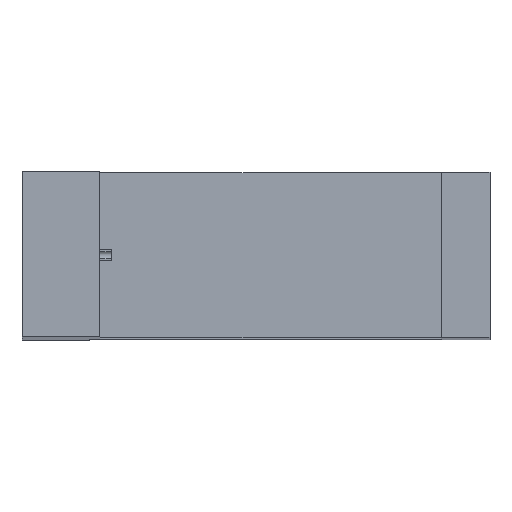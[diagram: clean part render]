
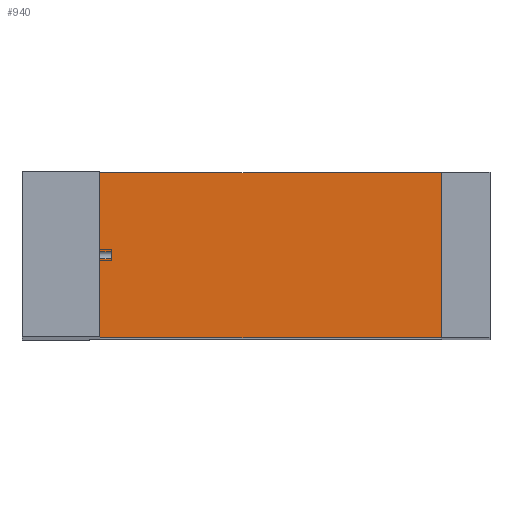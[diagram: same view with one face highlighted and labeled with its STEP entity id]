
A CAD part, top view. The second image highlights one B-rep face of the part: STEP entity #940.
In plain terms, the highlighted planar face has unit normal (0, 0, 1).
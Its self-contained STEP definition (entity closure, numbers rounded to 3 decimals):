
#194 = VERTEX_POINT('',#195);
#195 = CARTESIAN_POINT('',(8.,0.,141.));
#201 = EDGE_CURVE('',#194,#202,#204,.T.);
#202 = VERTEX_POINT('',#203);
#203 = CARTESIAN_POINT('',(43.2,0.,141.));
#204 = LINE('',#205,#206);
#205 = CARTESIAN_POINT('',(8.,0.,141.));
#206 = VECTOR('',#207,1.);
#207 = DIRECTION('',(1.,0.,0.));
#573 = VERTEX_POINT('',#574);
#574 = CARTESIAN_POINT('',(8.,-17.,141.));
#580 = EDGE_CURVE('',#573,#581,#583,.T.);
#581 = VERTEX_POINT('',#582);
#582 = CARTESIAN_POINT('',(43.2,-17.,141.));
#583 = LINE('',#584,#585);
#584 = CARTESIAN_POINT('',(8.,-17.,141.));
#585 = VECTOR('',#586,1.);
#586 = DIRECTION('',(1.,0.,0.));
#916 = EDGE_CURVE('',#202,#581,#917,.T.);
#917 = LINE('',#918,#919);
#918 = CARTESIAN_POINT('',(43.2,0.,141.));
#919 = VECTOR('',#920,1.);
#920 = DIRECTION('',(0.,-1.,0.));
#940 = ADVANCED_FACE('',(#941),#984,.T.);
#941 = FACE_BOUND('',#942,.T.);
#942 = EDGE_LOOP('',(#943,#944,#952,#960,#968,#976,#982,#983));
#943 = ORIENTED_EDGE('',*,*,#201,.F.);
#944 = ORIENTED_EDGE('',*,*,#945,.T.);
#945 = EDGE_CURVE('',#194,#946,#948,.T.);
#946 = VERTEX_POINT('',#947);
#947 = CARTESIAN_POINT('',(8.,-8.123,141.));
#948 = LINE('',#949,#950);
#949 = CARTESIAN_POINT('',(8.,0.,141.));
#950 = VECTOR('',#951,1.);
#951 = DIRECTION('',(0.,-1.,0.));
#952 = ORIENTED_EDGE('',*,*,#953,.F.);
#953 = EDGE_CURVE('',#954,#946,#956,.T.);
#954 = VERTEX_POINT('',#955);
#955 = CARTESIAN_POINT('',(9.2,-8.123,141.));
#956 = LINE('',#957,#958);
#957 = CARTESIAN_POINT('',(4.2,-8.123,141.));
#958 = VECTOR('',#959,1.);
#959 = DIRECTION('',(-1.,0.,0.));
#960 = ORIENTED_EDGE('',*,*,#961,.F.);
#961 = EDGE_CURVE('',#962,#954,#964,.T.);
#962 = VERTEX_POINT('',#963);
#963 = CARTESIAN_POINT('',(9.2,-8.877,141.));
#964 = LINE('',#965,#966);
#965 = CARTESIAN_POINT('',(9.2,-4.25,141.));
#966 = VECTOR('',#967,1.);
#967 = DIRECTION('',(0.,1.,0.));
#968 = ORIENTED_EDGE('',*,*,#969,.T.);
#969 = EDGE_CURVE('',#962,#970,#972,.T.);
#970 = VERTEX_POINT('',#971);
#971 = CARTESIAN_POINT('',(8.,-8.877,141.));
#972 = LINE('',#973,#974);
#973 = CARTESIAN_POINT('',(4.2,-8.877,141.));
#974 = VECTOR('',#975,1.);
#975 = DIRECTION('',(-1.,0.,0.));
#976 = ORIENTED_EDGE('',*,*,#977,.T.);
#977 = EDGE_CURVE('',#970,#573,#978,.T.);
#978 = LINE('',#979,#980);
#979 = CARTESIAN_POINT('',(8.,0.,141.));
#980 = VECTOR('',#981,1.);
#981 = DIRECTION('',(0.,-1.,0.));
#982 = ORIENTED_EDGE('',*,*,#580,.T.);
#983 = ORIENTED_EDGE('',*,*,#916,.F.);
#984 = PLANE('',#985);
#985 = AXIS2_PLACEMENT_3D('',#986,#987,#988);
#986 = CARTESIAN_POINT('',(8.,0.,141.));
#987 = DIRECTION('',(0.,0.,1.));
#988 = DIRECTION('',(1.,0.,0.));
